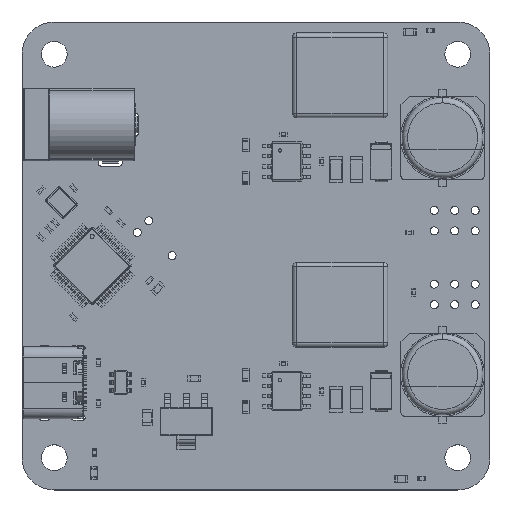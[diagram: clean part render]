
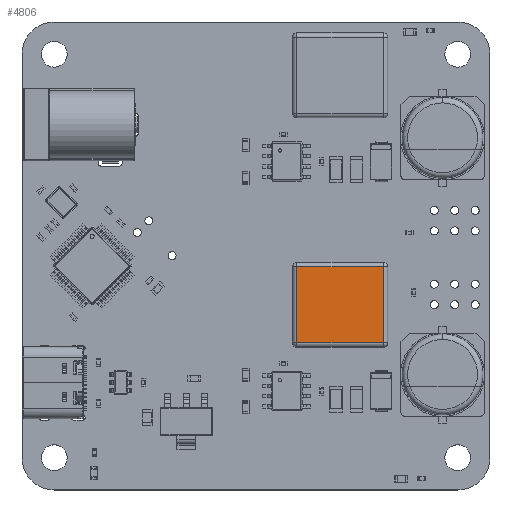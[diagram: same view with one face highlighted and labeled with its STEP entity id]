
A CAD part, top view. The second image highlights one B-rep face of the part: STEP entity #4806.
In plain terms, the highlighted planar face has unit normal (0, 0, 1).
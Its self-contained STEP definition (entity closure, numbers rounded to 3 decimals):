
#4585 = VERTEX_POINT('',#4586);
#4586 = CARTESIAN_POINT('',(-4.725,-5.375,3.1));
#4593 = EDGE_CURVE('',#4585,#4594,#4596,.T.);
#4594 = VERTEX_POINT('',#4595);
#4595 = CARTESIAN_POINT('',(-4.725,5.375,3.1));
#4596 = LINE('',#4597,#4598);
#4597 = CARTESIAN_POINT('',(-4.725,-5.375,3.1));
#4598 = VECTOR('',#4599,1.);
#4599 = DIRECTION('',(0.,1.,0.));
#4806 = ADVANCED_FACE('',(#4807),#4832,.T.);
#4807 = FACE_BOUND('',#4808,.T.);
#4808 = EDGE_LOOP('',(#4809,#4810,#4818,#4826));
#4809 = ORIENTED_EDGE('',*,*,#4593,.F.);
#4810 = ORIENTED_EDGE('',*,*,#4811,.F.);
#4811 = EDGE_CURVE('',#4812,#4585,#4814,.T.);
#4812 = VERTEX_POINT('',#4813);
#4813 = CARTESIAN_POINT('',(4.725,-5.375,3.1));
#4814 = LINE('',#4815,#4816);
#4815 = CARTESIAN_POINT('',(4.725,-5.375,3.1));
#4816 = VECTOR('',#4817,1.);
#4817 = DIRECTION('',(-1.,-0.,-0.));
#4818 = ORIENTED_EDGE('',*,*,#4819,.F.);
#4819 = EDGE_CURVE('',#4820,#4812,#4822,.T.);
#4820 = VERTEX_POINT('',#4821);
#4821 = CARTESIAN_POINT('',(4.725,5.375,3.1));
#4822 = LINE('',#4823,#4824);
#4823 = CARTESIAN_POINT('',(4.725,5.375,3.1));
#4824 = VECTOR('',#4825,1.);
#4825 = DIRECTION('',(-0.,-1.,-0.));
#4826 = ORIENTED_EDGE('',*,*,#4827,.F.);
#4827 = EDGE_CURVE('',#4594,#4820,#4828,.T.);
#4828 = LINE('',#4829,#4830);
#4829 = CARTESIAN_POINT('',(-4.725,5.375,3.1));
#4830 = VECTOR('',#4831,1.);
#4831 = DIRECTION('',(1.,0.,0.));
#4832 = PLANE('',#4833);
#4833 = AXIS2_PLACEMENT_3D('',#4834,#4835,#4836);
#4834 = CARTESIAN_POINT('',(-5.25,-5.9,3.1));
#4835 = DIRECTION('',(0.,0.,1.));
#4836 = DIRECTION('',(1.,0.,0.));
